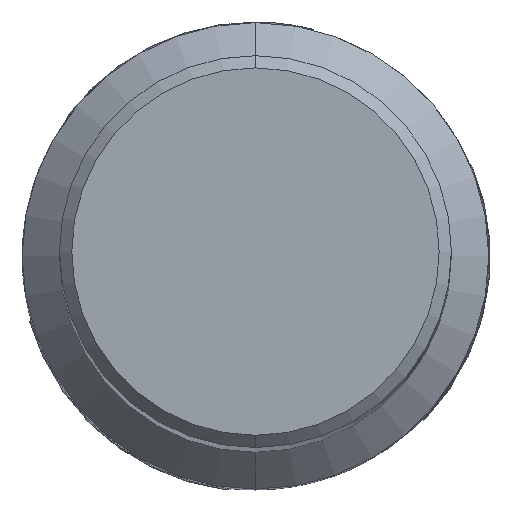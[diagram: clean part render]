
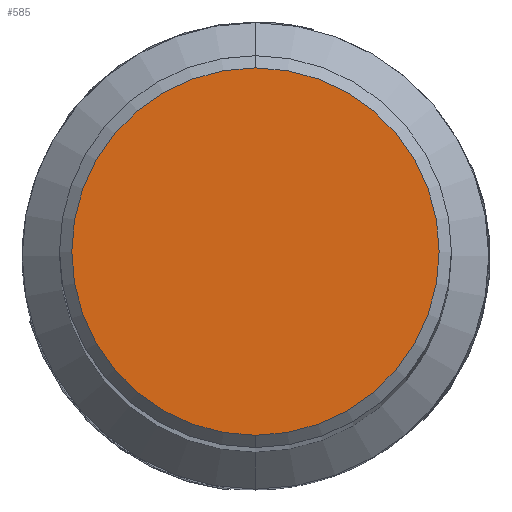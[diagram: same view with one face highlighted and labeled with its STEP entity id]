
A CAD part, top view. The second image highlights one B-rep face of the part: STEP entity #585.
In plain terms, the highlighted planar face has unit normal (0, 0, 1).
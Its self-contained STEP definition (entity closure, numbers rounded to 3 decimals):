
#373=VERTEX_POINT('',#1001);
#585=ADVANCED_FACE('',(#1240),#1241,.T.);
#641=EDGE_CURVE('',#751,#373,#1300,.T.);
#695=EDGE_CURVE('',#373,#751,#1356,.T.);
#751=VERTEX_POINT('',#1414);
#1001=CARTESIAN_POINT('',(0.0,15.0,0.0));
#1240=FACE_OUTER_BOUND('',#2315,.T.);
#1241=PLANE('',#2316);
#1300=CIRCLE('',#2404,15.0);
#1356=CIRCLE('',#2674,15.0);
#1414=CARTESIAN_POINT('',(0.,-15.0,0.0));
#2315=EDGE_LOOP('',(#3808,#3809));
#2316=AXIS2_PLACEMENT_3D('',#3810,#3811,#3812);
#2404=AXIS2_PLACEMENT_3D('',#3885,#3886,#3887);
#2674=AXIS2_PLACEMENT_3D('',#3924,#3925,#3926);
#3808=ORIENTED_EDGE('',*,*,#695,.F.);
#3809=ORIENTED_EDGE('',*,*,#641,.F.);
#3810=CARTESIAN_POINT('',(0.0,7.5,0.0));
#3811=DIRECTION('',(-0.0,0.0,1.0));
#3812=DIRECTION('',(0.0,-1.0,0.0));
#3885=CARTESIAN_POINT('',(0.0,0.0,0.0));
#3886=DIRECTION('',(0.0,0.0,-1.0));
#3887=DIRECTION('',(0.0,1.0,0.0));
#3924=CARTESIAN_POINT('',(0.0,0.0,0.0));
#3925=DIRECTION('',(0.0,0.0,-1.0));
#3926=DIRECTION('',(0.0,1.0,0.0));
